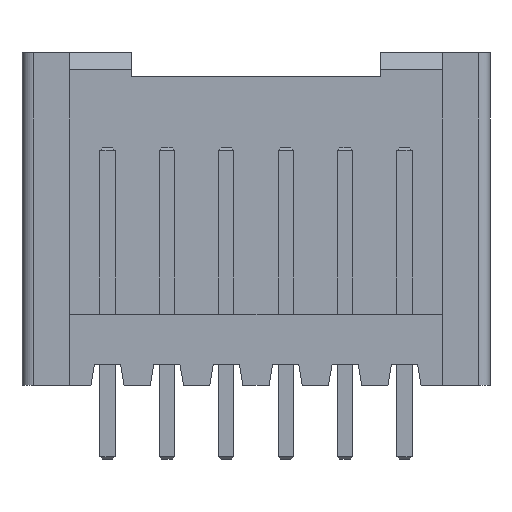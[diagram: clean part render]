
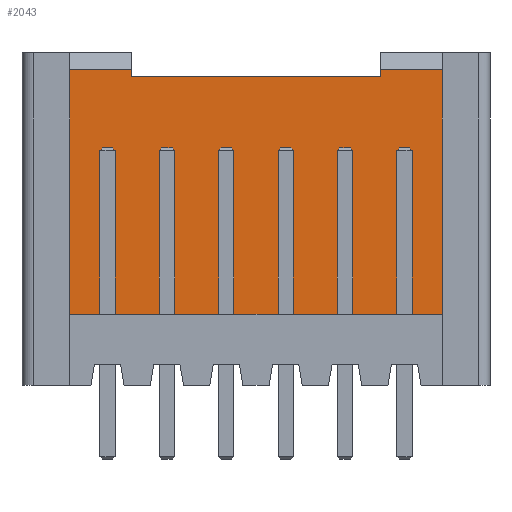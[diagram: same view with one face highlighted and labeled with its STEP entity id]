
A CAD part, front view. The second image highlights one B-rep face of the part: STEP entity #2043.
In plain terms, the highlighted planar face has unit normal (0, -1, 0).
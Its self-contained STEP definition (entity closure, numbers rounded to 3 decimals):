
#13=DIRECTION('',(0.,0.,1.));
#30=DIRECTION('',(1.,0.,0.));
#38=VECTOR('',#39,1.);
#39=DIRECTION('',(1.,0.));
#40=( GEOMETRIC_REPRESENTATION_CONTEXT(2) PARAMETRIC_REPRESENTATION_CONTEXT() REPRESENTATION_CONTEXT('2D SPACE','') );
#45=DIRECTION('',(0.,1.,0.));
#60=DIRECTION('',(0.,-1.,0.));
#66=DIRECTION('',(0.,-1.));
#84=CARTESIAN_POINT('',(0.,0.));
#91=VECTOR('',#66,1.);
#109=DIRECTION('',(-1.,0.,0.));
#160=VECTOR('',#161,1.);
#161=DIRECTION('',(-1.,0.));
#186=VECTOR('',#109,1.);
#192=PLANE('',#193);
#193=AXIS2_PLACEMENT_3D('',#194,#195,#196);
#194=CARTESIAN_POINT('',(15.3,3.1,13.65));
#195=DIRECTION('',(0.,0.707,-0.707));
#196=DIRECTION('',(1.,0.,0.));
#208=PLANE('',#209);
#209=AXIS2_PLACEMENT_3D('',#210,#109,#13);
#210=CARTESIAN_POINT('',(1.,3.75,13.));
#233=VECTOR('',#13,1.);
#253=CARTESIAN_POINT('',(11.5,3.75,13.));
#261=PLANE('',#262);
#262=AXIS2_PLACEMENT_3D('',#253,#263,#109);
#263=DIRECTION('',(0.,0.,-1.));
#267=CARTESIAN_POINT('',(11.5,3.75,14.));
#270=VECTOR('',#263,1.);
#276=PLANE('',#277);
#277=AXIS2_PLACEMENT_3D('',#267,#30,#263);
#573=VERTEX_POINT('',#574);
#574=CARTESIAN_POINT('',(1.,2.75,13.));
#578=DEFINITIONAL_REPRESENTATION('',(#579),#40);
#579=LINE('',#84,#91);
#585=EDGE_CURVE('',#573,#586,#588,.T.);
#586=VERTEX_POINT('',#587);
#587=CARTESIAN_POINT('',(1.,2.75,13.3));
#588=SURFACE_CURVE('',#589,(#591,#596),.PCURVE_S1.);
#589=LINE('',#590,#233);
#590=CARTESIAN_POINT('',(1.,2.75,13.5));
#591=PCURVE('',#208,#592);
#592=DEFINITIONAL_REPRESENTATION('',(#593),#40);
#593=B_SPLINE_CURVE_WITH_KNOTS('',1,(#594,#595),.UNSPECIFIED.,.F.,.F.,(2,2),(-0.6,0.6),.PIECEWISE_BEZIER_KNOTS.);
#594=CARTESIAN_POINT('',(-0.1,-1.));
#595=CARTESIAN_POINT('',(1.1,-1.));
#596=PCURVE('',#597,#600);
#597=PLANE('',#598);
#598=AXIS2_PLACEMENT_3D('',#599,#45,#109);
#599=CARTESIAN_POINT('',(15.3,2.75,14.));
#600=DEFINITIONAL_REPRESENTATION('',(#601),#40);
#601=B_SPLINE_CURVE_WITH_KNOTS('',1,(#602,#603),.UNSPECIFIED.,.F.,.F.,(2,2),(-0.6,0.6),.PIECEWISE_BEZIER_KNOTS.);
#602=CARTESIAN_POINT('',(14.3,-1.1));
#603=CARTESIAN_POINT('',(14.3,0.1));
#627=VERTEX_POINT('',#628);
#628=CARTESIAN_POINT('',(-2.8,2.75,13.3));
#646=ORIENTED_EDGE('',*,*,#647,.F.);
#647=EDGE_CURVE('',#586,#627,#648,.T.);
#648=SURFACE_CURVE('',#649,(#651,#655),.PCURVE_S1.);
#649=LINE('',#650,#186);
#650=CARTESIAN_POINT('',(15.3,2.75,13.3));
#651=PCURVE('',#192,#652);
#652=DEFINITIONAL_REPRESENTATION('',(#653),#40);
#653=LINE('',#654,#160);
#654=CARTESIAN_POINT('',(-0.,0.495));
#655=PCURVE('',#597,#656);
#656=DEFINITIONAL_REPRESENTATION('',(#657),#40);
#657=LINE('',#658,#38);
#658=CARTESIAN_POINT('',(0.,-0.7));
#687=PLANE('',#688);
#688=AXIS2_PLACEMENT_3D('',#689,#109,#60);
#689=CARTESIAN_POINT('',(-2.8,2.75,14.));
#741=PLANE('',#742);
#742=AXIS2_PLACEMENT_3D('',#743,#13,#30);
#743=CARTESIAN_POINT('',(6.25,0.,3.));
#754=VECTOR('',#755,1.);
#755=DIRECTION('',(-0.,-0.,-1.));
#1984=VERTEX_POINT('',#1985);
#1985=CARTESIAN_POINT('',(11.5,2.75,13.3));
#2002=EDGE_CURVE('',#1984,#2003,#2005,.T.);
#2003=VERTEX_POINT('',#2004);
#2004=CARTESIAN_POINT('',(11.5,2.75,13.));
#2005=SURFACE_CURVE('',#2006,(#2008,#2012),.PCURVE_S1.);
#2006=LINE('',#2007,#270);
#2007=CARTESIAN_POINT('',(11.5,2.75,14.));
#2008=PCURVE('',#276,#2009);
#2009=DEFINITIONAL_REPRESENTATION('',(#2010),#40);
#2010=B_SPLINE_CURVE_WITH_KNOTS('',1,(#2011,#595),.UNSPECIFIED.,.F.,.F.,(2,2),(-0.1,1.1),.PIECEWISE_BEZIER_KNOTS.);
#2011=CARTESIAN_POINT('',(-0.1,-1.));
#2012=PCURVE('',#597,#2013);
#2013=DEFINITIONAL_REPRESENTATION('',(#2014),#40);
#2014=B_SPLINE_CURVE_WITH_KNOTS('',1,(#2015,#2016),.UNSPECIFIED.,.F.,.F.,(2,2),(-0.1,1.1),.PIECEWISE_BEZIER_KNOTS.);
#2015=CARTESIAN_POINT('',(3.8,0.1));
#2016=CARTESIAN_POINT('',(3.8,-1.1));
#2028=EDGE_CURVE('',#2003,#573,#2029,.T.);
#2029=SURFACE_CURVE('',#2030,(#2032,#2037),.PCURVE_S1.);
#2030=LINE('',#2031,#186);
#2031=CARTESIAN_POINT('',(13.4,2.75,13.));
#2032=PCURVE('',#261,#2033);
#2033=DEFINITIONAL_REPRESENTATION('',(#2034),#40);
#2034=B_SPLINE_CURVE_WITH_KNOTS('',1,(#2035,#2036),.UNSPECIFIED.,.F.,.F.,(2,2),(0.85,13.45),.PIECEWISE_BEZIER_KNOTS.);
#2035=CARTESIAN_POINT('',(-1.05,-1.));
#2036=CARTESIAN_POINT('',(11.55,-1.));
#2037=PCURVE('',#597,#2038);
#2038=DEFINITIONAL_REPRESENTATION('',(#2039),#40);
#2039=B_SPLINE_CURVE_WITH_KNOTS('',1,(#2040,#2041),.UNSPECIFIED.,.F.,.F.,(2,2),(0.85,13.45),.PIECEWISE_BEZIER_KNOTS.);
#2040=CARTESIAN_POINT('',(2.75,-1.));
#2041=CARTESIAN_POINT('',(15.35,-1.));
#2043=ADVANCED_FACE('',(#2044),#597,.F.);
#2044=FACE_BOUND('',#2045,.F.);
#2045=EDGE_LOOP('',(#2046,#2050,#2064,#2078,#646,#2087,#2088,#2089));
#2046=ORIENTED_EDGE('',*,*,#2047,.F.);
#2047=EDGE_CURVE('',#2048,#1984,#2049,.T.);
#2048=VERTEX_POINT('',#650);
#2049=SURFACE_CURVE('',#649,(#655,#651),.PCURVE_S1.);
#2050=ORIENTED_EDGE('',*,*,#2051,.T.);
#2051=EDGE_CURVE('',#2048,#2052,#2054,.T.);
#2052=VERTEX_POINT('',#2053);
#2053=CARTESIAN_POINT('',(15.3,2.75,3.));
#2054=SURFACE_CURVE('',#2055,(#2056,#2057),.PCURVE_S1.);
#2055=LINE('',#599,#754);
#2056=PCURVE('',#597,#578);
#2057=PCURVE('',#2058,#2061);
#2058=PLANE('',#2059);
#2059=AXIS2_PLACEMENT_3D('',#2060,#30,#45);
#2060=CARTESIAN_POINT('',(15.3,-2.75,14.));
#2061=DEFINITIONAL_REPRESENTATION('',(#2062),#40);
#2062=LINE('',#2063,#91);
#2063=CARTESIAN_POINT('',(5.5,0.));
#2064=ORIENTED_EDGE('',*,*,#2065,.T.);
#2065=EDGE_CURVE('',#2052,#2066,#2068,.T.);
#2066=VERTEX_POINT('',#2067);
#2067=CARTESIAN_POINT('',(-2.8,2.75,3.));
#2068=SURFACE_CURVE('',#2069,(#2070,#2074),.PCURVE_S1.);
#2069=LINE('',#2053,#186);
#2070=PCURVE('',#597,#2071);
#2071=DEFINITIONAL_REPRESENTATION('',(#2072),#40);
#2072=LINE('',#2073,#38);
#2073=CARTESIAN_POINT('',(0.,-11.));
#2074=PCURVE('',#741,#2075);
#2075=DEFINITIONAL_REPRESENTATION('',(#2076),#40);
#2076=LINE('',#2077,#160);
#2077=CARTESIAN_POINT('',(9.05,2.75));
#2078=ORIENTED_EDGE('',*,*,#2079,.F.);
#2079=EDGE_CURVE('',#627,#2066,#2080,.T.);
#2080=SURFACE_CURVE('',#2081,(#2082,#2086),.PCURVE_S1.);
#2081=LINE('',#689,#754);
#2082=PCURVE('',#597,#2083);
#2083=DEFINITIONAL_REPRESENTATION('',(#2084),#40);
#2084=LINE('',#2085,#91);
#2085=CARTESIAN_POINT('',(18.1,0.));
#2086=PCURVE('',#687,#578);
#2087=ORIENTED_EDGE('',*,*,#585,.F.);
#2088=ORIENTED_EDGE('',*,*,#2028,.F.);
#2089=ORIENTED_EDGE('',*,*,#2002,.F.);
